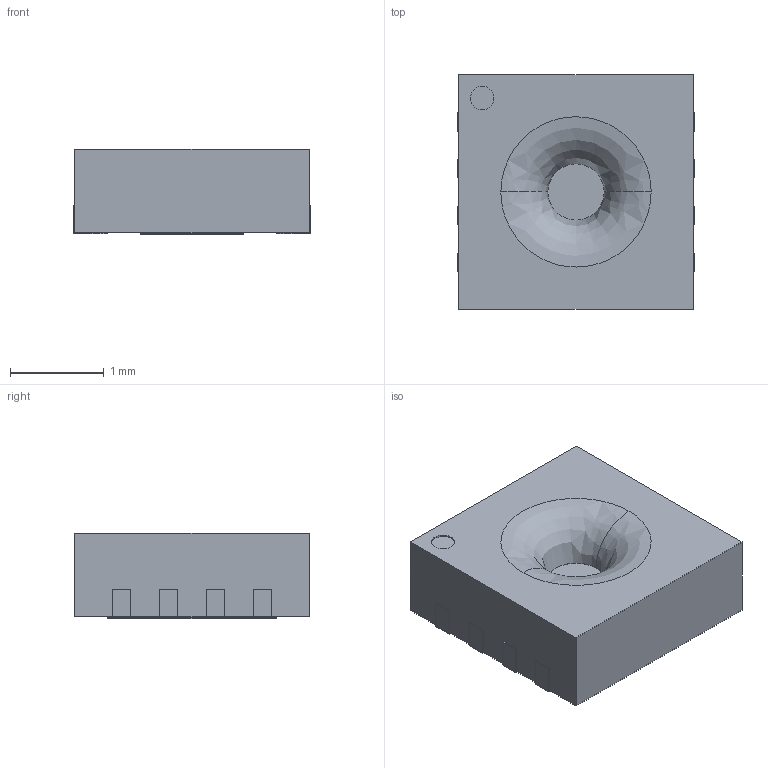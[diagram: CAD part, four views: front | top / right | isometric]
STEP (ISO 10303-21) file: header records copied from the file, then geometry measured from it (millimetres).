
FILE_DESCRIPTION (( 'STEP AP214' ), '1' );
FILE_NAME ('User Library-SHT3x.STEP', '2020-07-07T08:35:29', ( '' ), ( '' ), 'SwSTEP 2.0', 'SolidWorks 2020', '' );
FILE_SCHEMA (( 'AUTOMOTIVE_DESIGN' ));
Length unit declared in the file: metre
Products named in the file (3): BODY; PADS; User Library-SHT3x
Assembly tree (2 placements, depth 2):
  User Library-SHT3x
    BODY
    PADS
Bounding box: 2.52 x 2.5 x 0.91 mm (x, y, z)
Volume: 5.3 mm3; surface area: 28.8 mm2
Topology: 12 solids, 12 shells, 95 faces, 207 edges, 138 vertices
Faces by surface type: plane 75, cylinder 18, bspline 2
Entity records: 3906 total; most frequent: CARTESIAN_POINT 537, DIRECTION 441, ORIENTED_EDGE 414, EDGE_CURVE 207, LINE 165, VECTOR 165, VERTEX_POINT 138, AXIS2_PLACEMENT_3D 138
